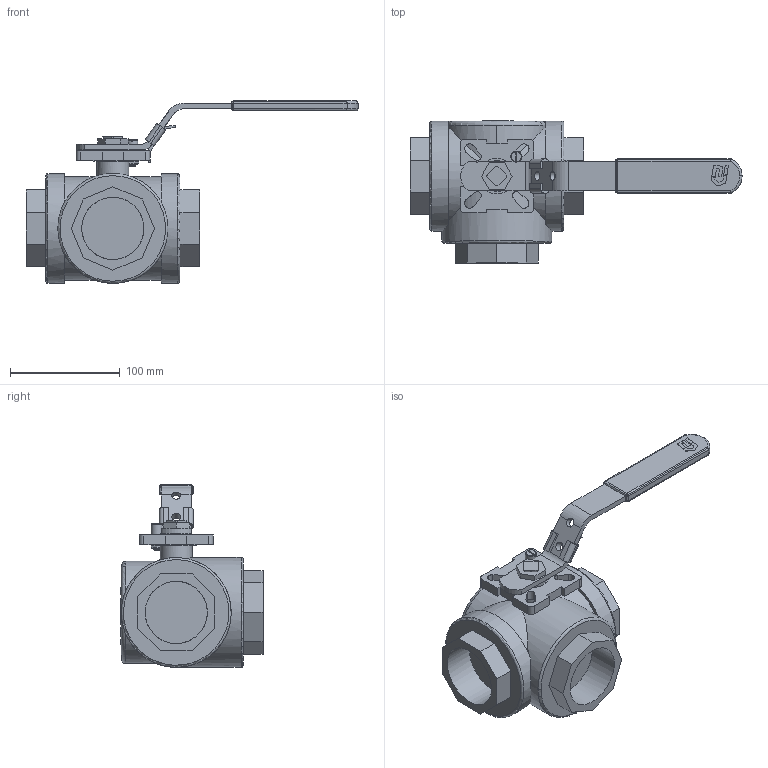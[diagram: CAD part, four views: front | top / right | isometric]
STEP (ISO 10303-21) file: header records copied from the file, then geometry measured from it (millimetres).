
FILE_DESCRIPTION(('HOOPS Exchange Step'),'2;1');
FILE_NAME('GK09_DN50.stp','2025-12-04T16:57:01+01:00',('nieru'),('Unknown organisation'),'HOOPS Exchange 2024.2','HOOPS Exchange','Unknown authorisation');
FILE_SCHEMA( ('AP203_CONFIGURATION_CONTROLLED_3D_DESIGN_OF_MECHANICAL_PARTS_AND_ASSEMBLIES_MIM_LF') );
Length unit declared in the file: millimetre
Products named in the file (3): 0; root
Assembly tree (2 placements, depth 3):
  root
    0
      0
Bounding box: 302 x 129.3 x 166.3 mm (x, y, z)
Volume: 1239155 mm3; surface area: 128048 mm2
Topology: 6 solids, 6 shells, 625 faces, 1700 edges, 1129 vertices
Faces by surface type: plane 320, bspline 212, cylinder 71, sphere 8, torus 7, cone 7
Full cylindrical faces by diameter (mm): 6 x2, 8 x2, 10 x1, 18 x1, 28 x1, 29 x1, 32.5 x1, 36 x1, 56.656 x3, 100 x3
Entity records: 37171 total; most frequent: CARTESIAN_POINT 22991, ORIENTED_EDGE 3400, DIRECTION 2041, EDGE_CURVE 1700, VERTEX_POINT 1129, VECTOR 1023, LINE 1023, EDGE_LOOP 685
